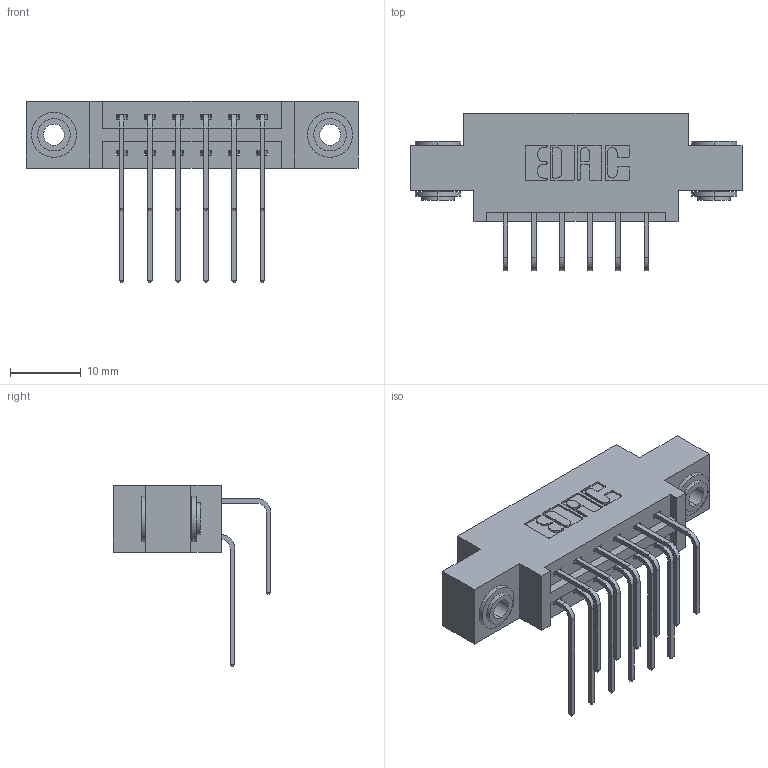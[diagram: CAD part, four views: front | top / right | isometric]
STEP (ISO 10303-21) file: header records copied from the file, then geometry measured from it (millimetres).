
FILE_DESCRIPTION (( 'STEP AP203' ), '1' );
FILE_NAME ('387-012-558-803.STEP', '2018-09-10T23:14:45', ( '' ), ( '' ), 'SwSTEP 2.0', 'SolidWorks 2016', '' );
FILE_SCHEMA (( 'CONFIG_CONTROL_DESIGN' ));
Length unit declared in the file: inch
Products named in the file (5): 337 Part_0.170 Offset - 0.156 Dia-TH; 345-292-001_558 559 Tail - 1; 345-292-001_558 Tail - 2; 345-250-002_345-250-002-102; 387-012-558-803
Assembly tree (15 placements, depth 2):
  387-012-558-803
    337 Part_0.170 Offset - 0.156 Dia-TH
    345-292-001_558 559 Tail - 1  x6
    345-292-001_558 Tail - 2  x6
    345-250-002_345-250-002-102  x2
Bounding box: 46.79 x 22.17 x 25.53 mm (x, y, z)
Volume: 4422.7 mm3; surface area: 5330 mm2
Topology: 15 solids, 15 shells, 828 faces, 2403 edges, 1582 vertices
Faces by surface type: plane 564, cylinder 256, cone 8
Entity records: 11874 total; most frequent: CARTESIAN_POINT 2052, ORIENTED_EDGE 1930, DIRECTION 1827, EDGE_CURVE 965, VECTOR 773, LINE 773, VERTEX_POINT 638, AXIS2_PLACEMENT_3D 527
